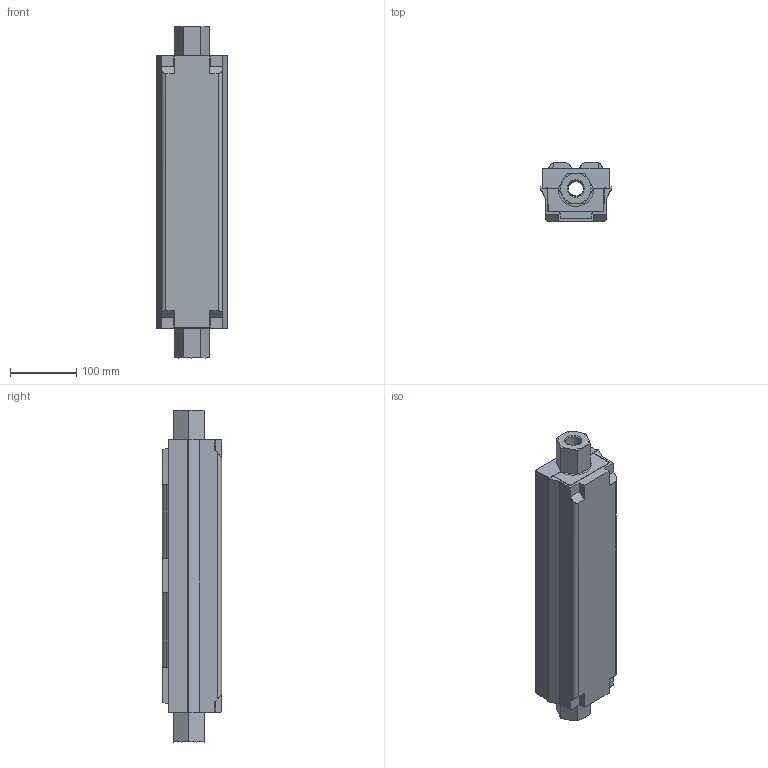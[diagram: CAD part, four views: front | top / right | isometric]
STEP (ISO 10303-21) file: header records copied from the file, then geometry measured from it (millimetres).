
FILE_DESCRIPTION(/* description */ (''),/* implementation_level */ '2;1');
FILE_NAME(/* name */ '1024-N-JKLM-0-AB-3-0-0.stp',/* time_stamp */ '2017-10-17T09:14:32+02:00',/* author */ (''),/* organization */ (''),/* preprocessor_version */ 'ST-DEVELOPER v16',/* originating_system */ 'SIEMENS PLM Software NX 11.0',/* authorisation */ '');
FILE_SCHEMA (('AP203_CONFIGURATION_CONTROLLED_3D_DESIGN_OF_MECHANICAL_PARTS_AND_ASSEMBLIES_MIM_LF { 1 0 10303 403 2 1 2}'));
Length unit declared in the file: inch
Products named in the file (1): 1024-N-JKLM-0-AB-3-0-0
Bounding box: 106.95 x 89.09 x 500 mm (x, y, z)
Volume: 919716.2 mm3; surface area: 399161.5 mm2
Topology: 6 solids, 6 shells, 532 faces, 1507 edges, 978 vertices
Faces by surface type: plane 331, cylinder 151, cone 42, sphere 4, extrusion 4
Full cylindrical faces by diameter (mm): 3.277 x4, 6.35 x5, 22 x2, 23.127 x2, 31.5 x2, 36.3 x2, 41.2 x2
Entity records: 17175 total; most frequent: CARTESIAN_POINT 3313, ORIENTED_EDGE 2904, DIRECTION 2814, EDGE_CURVE 1452, VECTOR 966, VERTEX_POINT 964, LINE 962, AXIS2_PLACEMENT_3D 924
